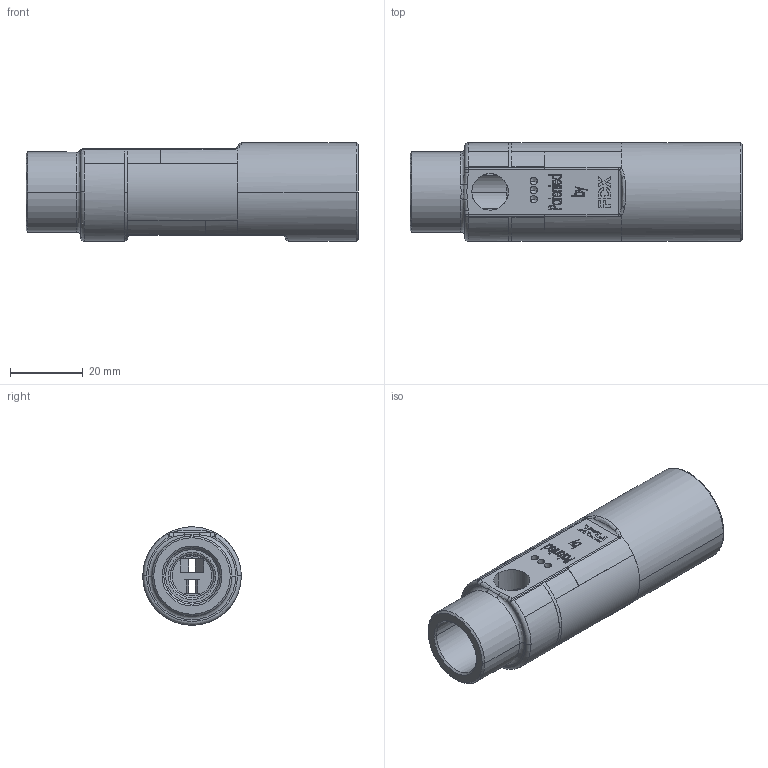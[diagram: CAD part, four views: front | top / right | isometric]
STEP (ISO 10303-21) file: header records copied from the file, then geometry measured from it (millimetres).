
FILE_DESCRIPTION (( 'STEP AP214' ), '1' );
FILE_NAME ('20200415_Beatmungsgerät_Beidseitig.STEP', '2020-04-20T16:00:04', ( '' ), ( '' ), 'SwSTEP 2.0', 'SolidWorks 2017', '' );
FILE_SCHEMA (( 'AUTOMOTIVE_DESIGN' ));
Length unit declared in the file: millimetre
Products named in the file (1): 20200415_Beatmungsgerät_Beidseitig
Bounding box: 91.21 x 26.99 x 26.99 mm (x, y, z)
Volume: 31224.1 mm3; surface area: 16616.2 mm2
Topology: 1 solids, 2 shells, 640 faces, 1696 edges, 1096 vertices
Faces by surface type: plane 310, bspline 169, cylinder 115, cone 22, torus 20, sphere 4
Entity records: 26315 total; most frequent: CARTESIAN_POINT 11484, ORIENTED_EDGE 3360, DIRECTION 2528, EDGE_CURVE 1680, VERTEX_POINT 1096, LINE 1010, VECTOR 1010, AXIS2_PLACEMENT_3D 759
